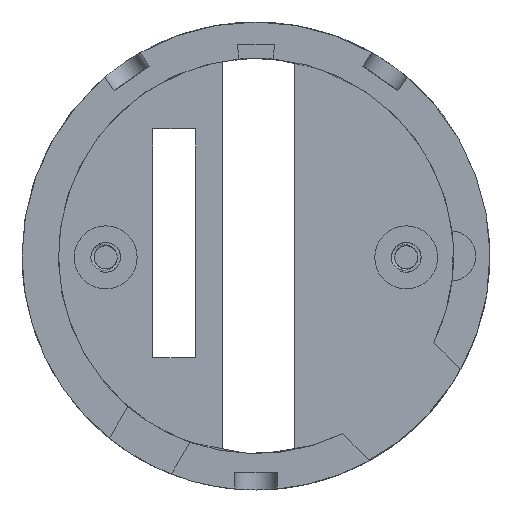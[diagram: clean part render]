
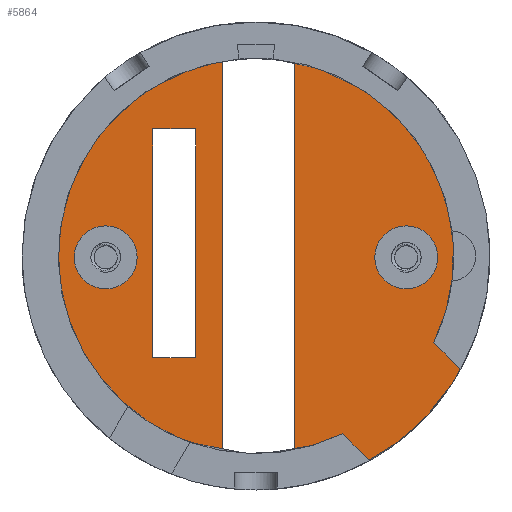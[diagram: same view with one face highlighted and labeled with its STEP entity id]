
A CAD part, front view. The second image highlights one B-rep face of the part: STEP entity #5864.
In plain terms, the highlighted planar face has unit normal (0, -1, 0).
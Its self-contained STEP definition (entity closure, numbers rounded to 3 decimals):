
#98=PLANE('',#6253);
#142=FACE_BOUND('',#746,.T.);
#143=FACE_BOUND('',#747,.T.);
#144=FACE_BOUND('',#748,.T.);
#415=FACE_OUTER_BOUND('',#745,.T.);
#745=EDGE_LOOP('',(#4964,#4965,#4966,#4967,#4968,#4969,#4970,#4971,#4972,
#4973,#4974));
#746=EDGE_LOOP('',(#4975,#4976,#4977,#4978));
#747=EDGE_LOOP('',(#4979));
#748=EDGE_LOOP('',(#4980));
#817=CIRCLE('',#6102,16.35);
#823=CIRCLE('',#6108,16.35);
#830=CIRCLE('',#6115,16.35);
#839=CIRCLE('',#6147,16.35);
#871=CIRCLE('',#6254,2.2);
#872=CIRCLE('',#6255,2.2);
#1503=LINE('',#13939,#1887);
#1506=LINE('',#13945,#1890);
#1509=LINE('',#13951,#1893);
#1512=LINE('',#13955,#1896);
#1568=LINE('',#14079,#1952);
#1572=LINE('',#14865,#1956);
#1642=LINE('',#16032,#2026);
#1674=LINE('',#17039,#2058);
#1675=LINE('',#17040,#2059);
#1676=LINE('',#17042,#2060);
#1677=LINE('',#17043,#2061);
#1887=VECTOR('',#6936,10.);
#1890=VECTOR('',#6941,10.);
#1893=VECTOR('',#6946,10.);
#1896=VECTOR('',#6951,10.);
#1952=VECTOR('',#7067,10.);
#1956=VECTOR('',#7075,10.);
#2026=VECTOR('',#7269,10.);
#2058=VECTOR('',#7357,10.);
#2059=VECTOR('',#7358,10.);
#2060=VECTOR('',#7359,10.);
#2061=VECTOR('',#7360,10.);
#2475=VERTEX_POINT('',#13320);
#2477=VERTEX_POINT('',#13324);
#2478=VERTEX_POINT('',#13326);
#2495=VERTEX_POINT('',#13396);
#2496=VERTEX_POINT('',#13398);
#2510=VERTEX_POINT('',#13445);
#2551=VERTEX_POINT('',#13936);
#2552=VERTEX_POINT('',#13938);
#2554=VERTEX_POINT('',#13944);
#2556=VERTEX_POINT('',#13950);
#2573=VERTEX_POINT('',#14017);
#2594=VERTEX_POINT('',#14078);
#2596=VERTEX_POINT('',#14864);
#2669=VERTEX_POINT('',#17038);
#2670=VERTEX_POINT('',#17041);
#2671=VERTEX_POINT('',#17044);
#2672=VERTEX_POINT('',#17046);
#3218=EDGE_CURVE('',#2477,#2478,#817,.T.);
#3236=EDGE_CURVE('',#2495,#2496,#823,.T.);
#3252=EDGE_CURVE('',#2510,#2475,#830,.T.);
#3297=EDGE_CURVE('',#2552,#2551,#1503,.T.);
#3300=EDGE_CURVE('',#2554,#2552,#1506,.T.);
#3303=EDGE_CURVE('',#2556,#2554,#1509,.T.);
#3306=EDGE_CURVE('',#2551,#2556,#1512,.T.);
#3337=EDGE_CURVE('',#2475,#2573,#839,.T.);
#3368=EDGE_CURVE('',#2594,#2573,#1568,.T.);
#3382=EDGE_CURVE('',#2596,#2594,#1572,.T.);
#3485=EDGE_CURVE('',#2477,#2596,#1642,.T.);
#3529=EDGE_CURVE('',#2669,#2510,#1674,.T.);
#3530=EDGE_CURVE('',#2496,#2669,#1675,.T.);
#3531=EDGE_CURVE('',#2670,#2495,#1676,.T.);
#3532=EDGE_CURVE('',#2478,#2670,#1677,.T.);
#3533=EDGE_CURVE('',#2671,#2671,#871,.T.);
#3534=EDGE_CURVE('',#2672,#2672,#872,.T.);
#4964=ORIENTED_EDGE('',*,*,#3485,.T.);
#4965=ORIENTED_EDGE('',*,*,#3382,.T.);
#4966=ORIENTED_EDGE('',*,*,#3368,.T.);
#4967=ORIENTED_EDGE('',*,*,#3337,.F.);
#4968=ORIENTED_EDGE('',*,*,#3252,.F.);
#4969=ORIENTED_EDGE('',*,*,#3529,.F.);
#4970=ORIENTED_EDGE('',*,*,#3530,.F.);
#4971=ORIENTED_EDGE('',*,*,#3236,.F.);
#4972=ORIENTED_EDGE('',*,*,#3531,.F.);
#4973=ORIENTED_EDGE('',*,*,#3532,.F.);
#4974=ORIENTED_EDGE('',*,*,#3218,.F.);
#4975=ORIENTED_EDGE('',*,*,#3303,.T.);
#4976=ORIENTED_EDGE('',*,*,#3300,.T.);
#4977=ORIENTED_EDGE('',*,*,#3297,.T.);
#4978=ORIENTED_EDGE('',*,*,#3306,.T.);
#4979=ORIENTED_EDGE('',*,*,#3533,.T.);
#4980=ORIENTED_EDGE('',*,*,#3534,.T.);
#5864=ADVANCED_FACE('',(#415,#142,#143,#144),#98,.F.);
#6102=AXIS2_PLACEMENT_3D('',#13327,#6853,#6854);
#6108=AXIS2_PLACEMENT_3D('',#13399,#6873,#6874);
#6115=AXIS2_PLACEMENT_3D('',#13447,#6894,#6895);
#6147=AXIS2_PLACEMENT_3D('',#14018,#7012,#7013);
#6253=AXIS2_PLACEMENT_3D('',#17037,#7355,#7356);
#6254=AXIS2_PLACEMENT_3D('',#17045,#7361,#7362);
#6255=AXIS2_PLACEMENT_3D('',#17047,#7363,#7364);
#6853=DIRECTION('center_axis',(0.,1.,0.));
#6854=DIRECTION('ref_axis',(1.,0.,0.));
#6873=DIRECTION('center_axis',(0.,1.,0.));
#6874=DIRECTION('ref_axis',(1.,0.,0.));
#6894=DIRECTION('center_axis',(0.,1.,0.));
#6895=DIRECTION('ref_axis',(1.,0.,0.));
#6936=DIRECTION('',(0.,0.,1.));
#6941=DIRECTION('',(-1.,0.,0.));
#6946=DIRECTION('',(0.,0.,-1.));
#6951=DIRECTION('',(1.,0.,0.));
#7012=DIRECTION('center_axis',(0.,1.,0.));
#7013=DIRECTION('ref_axis',(1.,0.,0.));
#7067=DIRECTION('',(0.,0.,1.));
#7075=DIRECTION('',(-1.,0.,0.));
#7269=DIRECTION('',(0.,0.,-1.));
#7355=DIRECTION('center_axis',(0.,1.,0.));
#7356=DIRECTION('ref_axis',(1.,0.,0.));
#7357=DIRECTION('',(-0.707,0.,0.707));
#7358=DIRECTION('',(0.,0.,1.));
#7359=DIRECTION('',(0.707,0.,-0.707));
#7360=DIRECTION('',(0.,0.,-1.));
#7361=DIRECTION('center_axis',(0.,1.,0.));
#7362=DIRECTION('ref_axis',(1.,0.,0.));
#7363=DIRECTION('center_axis',(0.,1.,0.));
#7364=DIRECTION('ref_axis',(1.,0.,0.));
#13320=CARTESIAN_POINT('',(-16.35,10.463,16.35));
#13324=CARTESIAN_POINT('',(2.675,10.463,32.48));
#13326=CARTESIAN_POINT('',(12.798,10.463,26.525));
#13327=CARTESIAN_POINT('Origin',(0.,10.463,16.35));
#13396=CARTESIAN_POINT('',(16.244,10.463,18.208));
#13398=CARTESIAN_POINT('',(-12.802,10.463,6.18));
#13399=CARTESIAN_POINT('Origin',(0.,10.463,16.35));
#13445=CARTESIAN_POINT('',(-16.244,10.463,14.492));
#13447=CARTESIAN_POINT('Origin',(0.,10.463,16.35));
#13936=CARTESIAN_POINT('',(-7.225,10.463,25.229));
#13938=CARTESIAN_POINT('',(-7.225,10.463,9.229));
#13939=CARTESIAN_POINT('',(-7.225,10.463,12.671));
#13944=CARTESIAN_POINT('',(-4.225,10.463,9.229));
#13945=CARTESIAN_POINT('',(0.378,10.463,9.229));
#13950=CARTESIAN_POINT('',(-4.225,10.463,25.229));
#13951=CARTESIAN_POINT('',(-4.225,10.463,12.671));
#13955=CARTESIAN_POINT('',(0.378,10.463,25.229));
#14017=CARTESIAN_POINT('',(-2.325,10.463,32.534));
#14018=CARTESIAN_POINT('Origin',(0.,10.463,16.35));
#14078=CARTESIAN_POINT('',(-2.325,10.463,1.3));
#14079=CARTESIAN_POINT('',(-2.325,10.463,12.957));
#14864=CARTESIAN_POINT('',(2.675,10.463,1.3));
#14865=CARTESIAN_POINT('',(3.328,10.463,1.3));
#16032=CARTESIAN_POINT('',(2.675,10.463,12.957));
#17037=CARTESIAN_POINT('Origin',(6.48,10.463,8.114));
#17038=CARTESIAN_POINT('',(-12.802,10.463,11.05));
#17039=CARTESIAN_POINT('',(-3.27,10.463,1.518));
#17040=CARTESIAN_POINT('',(-12.802,10.463,16.392));
#17041=CARTESIAN_POINT('',(12.798,10.463,21.654));
#17042=CARTESIAN_POINT('',(3.27,10.463,31.182));
#17043=CARTESIAN_POINT('',(12.798,10.463,16.392));
#17044=CARTESIAN_POINT('',(-12.702,10.463,16.254));
#17045=CARTESIAN_POINT('Origin',(-10.502,10.463,16.254));
#17046=CARTESIAN_POINT('',(8.298,10.463,16.254));
#17047=CARTESIAN_POINT('Origin',(10.498,10.463,16.254));
